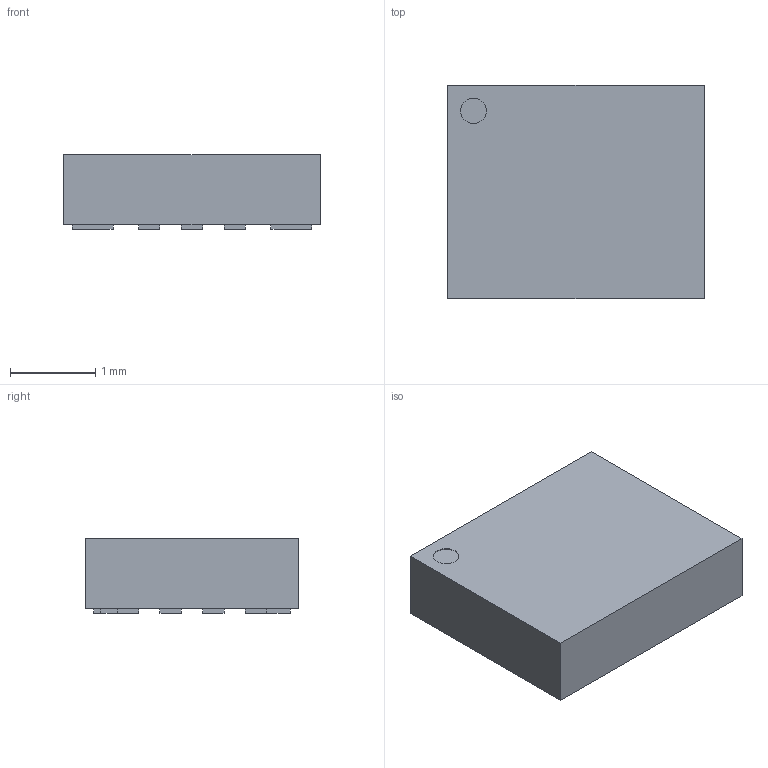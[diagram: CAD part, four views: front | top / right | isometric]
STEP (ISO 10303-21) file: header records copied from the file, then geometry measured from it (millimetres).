
FILE_DESCRIPTION(('FreeCAD Model'),'2;1');
FILE_NAME('QFN50P250X300-14.step', '2019-03-25T00:14:09',('Author'),(''), 'Open CASCADE STEP processor 7.2','FreeCAD','Unknown');
FILE_SCHEMA(('AUTOMOTIVE_DESIGN { 1 0 10303 214 1 1 1 1 }'));
Length unit declared in the file: millimetre
Products named in the file (1): Pad001
Bounding box: 3 x 2.5 x 0.87 mm (x, y, z)
Volume: 6.2 mm3; surface area: 25.1 mm2
Topology: 1 solids, 1 shells, 83 faces, 195 edges, 130 vertices
Faces by surface type: plane 82, cylinder 1
Full cylindrical faces by diameter (mm): 0.3 x1
Entity records: 5464 total; most frequent: CARTESIAN_POINT 805, DIRECTION 754, LINE 581, VECTOR 581, ORIENTED_EDGE 390, PCURVE 390, DEFINITIONAL_REPRESENTATION 390, EDGE_CURVE 195
